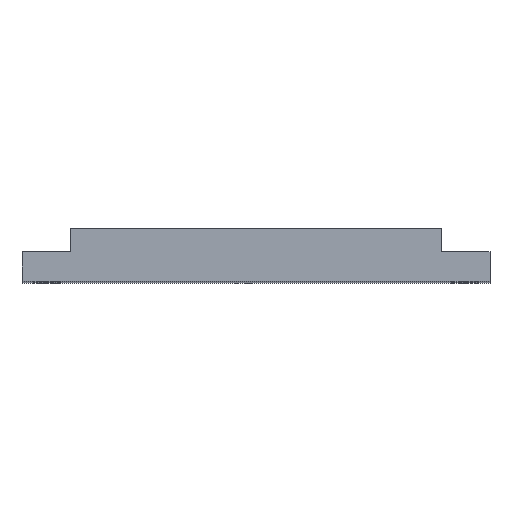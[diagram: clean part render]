
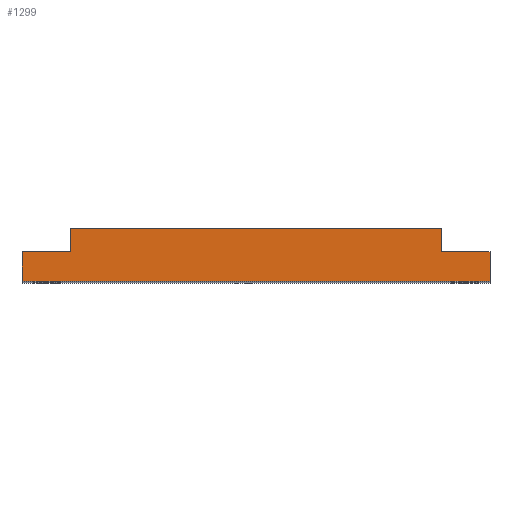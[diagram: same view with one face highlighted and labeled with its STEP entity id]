
A CAD part, top view. The second image highlights one B-rep face of the part: STEP entity #1299.
In plain terms, the highlighted planar face has unit normal (0, 0, 1).
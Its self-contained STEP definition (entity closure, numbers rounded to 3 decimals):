
#23 = VERTEX_POINT ( 'NONE', #162 ) ;
#83 = VECTOR ( 'NONE', #588, 1000. ) ;
#123 = DIRECTION ( 'NONE',  ( 0., -1., 0. ) ) ;
#162 = CARTESIAN_POINT ( 'NONE',  ( -37.7, 10.7, 125. ) ) ;
#196 = VERTEX_POINT ( 'NONE', #1745 ) ;
#325 = VECTOR ( 'NONE', #3746, 1000. ) ;
#521 = DIRECTION ( 'NONE',  ( 0., 0., 1. ) ) ;
#588 = DIRECTION ( 'NONE',  ( -1., 0., 0. ) ) ;
#594 = EDGE_CURVE ( 'NONE', #2928, #23, #3446, .T. ) ;
#596 = CARTESIAN_POINT ( 'NONE',  ( -47.5, 0., 125. ) ) ;
#769 = EDGE_CURVE ( 'NONE', #196, #1628, #2440, .T. ) ;
#803 = AXIS2_PLACEMENT_3D ( 'NONE', #3714, #521, #2631 ) ;
#861 = LINE ( 'NONE', #1744, #3307 ) ;
#1112 = DIRECTION ( 'NONE',  ( 0., -1., 0. ) ) ;
#1183 = LINE ( 'NONE', #3767, #83 ) ;
#1200 = ORIENTED_EDGE ( 'NONE', *, *, #2098, .T. ) ;
#1211 = CARTESIAN_POINT ( 'NONE',  ( -47.5, 0., 125. ) ) ;
#1275 = LINE ( 'NONE', #2744, #2879 ) ;
#1283 = ORIENTED_EDGE ( 'NONE', *, *, #3469, .T. ) ;
#1299 = ADVANCED_FACE ( 'NONE', ( #2553 ), #3186, .T. ) ;
#1349 = CARTESIAN_POINT ( 'NONE',  ( -47.5, 6., 125. ) ) ;
#1427 = EDGE_CURVE ( 'NONE', #1687, #3356, #861, .T. ) ;
#1592 = LINE ( 'NONE', #1836, #1598 ) ;
#1598 = VECTOR ( 'NONE', #3615, 1000. ) ;
#1628 = VERTEX_POINT ( 'NONE', #3089 ) ;
#1669 = CARTESIAN_POINT ( 'NONE',  ( -37.7, 6., 125. ) ) ;
#1687 = VERTEX_POINT ( 'NONE', #1349 ) ;
#1744 = CARTESIAN_POINT ( 'NONE',  ( -47.5, 6., 125. ) ) ;
#1745 = CARTESIAN_POINT ( 'NONE',  ( 47.5, 0., 125. ) ) ;
#1836 = CARTESIAN_POINT ( 'NONE',  ( 37.7, 6., 125. ) ) ;
#1889 = ORIENTED_EDGE ( 'NONE', *, *, #769, .T. ) ;
#2002 = CARTESIAN_POINT ( 'NONE',  ( 37.7, 10.7, 125. ) ) ;
#2085 = VERTEX_POINT ( 'NONE', #3416 ) ;
#2098 = EDGE_CURVE ( 'NONE', #1628, #2085, #1183, .T. ) ;
#2132 = ORIENTED_EDGE ( 'NONE', *, *, #2519, .T. ) ;
#2282 = DIRECTION ( 'NONE',  ( -1., 0., 0. ) ) ;
#2358 = ORIENTED_EDGE ( 'NONE', *, *, #3500, .T. ) ;
#2379 = VERTEX_POINT ( 'NONE', #1669 ) ;
#2440 = LINE ( 'NONE', #2731, #2614 ) ;
#2481 = ORIENTED_EDGE ( 'NONE', *, *, #3290, .T. ) ;
#2515 = ORIENTED_EDGE ( 'NONE', *, *, #1427, .T. ) ;
#2519 = EDGE_CURVE ( 'NONE', #2379, #1687, #3461, .T. ) ;
#2553 = FACE_OUTER_BOUND ( 'NONE', #3569, .T. ) ;
#2590 = CARTESIAN_POINT ( 'NONE',  ( -37.7, 6., 125. ) ) ;
#2614 = VECTOR ( 'NONE', #3603, 1000. ) ;
#2631 = DIRECTION ( 'NONE',  ( 1., 0., 0. ) ) ;
#2686 = VECTOR ( 'NONE', #2282, 1000. ) ;
#2731 = CARTESIAN_POINT ( 'NONE',  ( 47.5, 0., 125. ) ) ;
#2744 = CARTESIAN_POINT ( 'NONE',  ( -37.7, 10.7, 125. ) ) ;
#2879 = VECTOR ( 'NONE', #123, 1000. ) ;
#2928 = VERTEX_POINT ( 'NONE', #2002 ) ;
#3089 = CARTESIAN_POINT ( 'NONE',  ( 47.5, 6., 125. ) ) ;
#3186 = PLANE ( 'NONE',  #803 ) ;
#3193 = LINE ( 'NONE', #1211, #3718 ) ;
#3242 = ORIENTED_EDGE ( 'NONE', *, *, #594, .T. ) ;
#3290 = EDGE_CURVE ( 'NONE', #3356, #196, #3193, .T. ) ;
#3307 = VECTOR ( 'NONE', #1112, 1000. ) ;
#3356 = VERTEX_POINT ( 'NONE', #596 ) ;
#3409 = CARTESIAN_POINT ( 'NONE',  ( 37.7, 10.7, 125. ) ) ;
#3416 = CARTESIAN_POINT ( 'NONE',  ( 37.7, 6., 125. ) ) ;
#3446 = LINE ( 'NONE', #3409, #2686 ) ;
#3455 = DIRECTION ( 'NONE',  ( 1., 0., 0. ) ) ;
#3461 = LINE ( 'NONE', #2590, #325 ) ;
#3469 = EDGE_CURVE ( 'NONE', #23, #2379, #1275, .T. ) ;
#3500 = EDGE_CURVE ( 'NONE', #2085, #2928, #1592, .T. ) ;
#3569 = EDGE_LOOP ( 'NONE', ( #2515, #2481, #1889, #1200, #2358, #3242, #1283, #2132 ) ) ;
#3603 = DIRECTION ( 'NONE',  ( 0., 1., 0. ) ) ;
#3615 = DIRECTION ( 'NONE',  ( 0., 1., 0. ) ) ;
#3714 = CARTESIAN_POINT ( 'NONE',  ( 0., 0., 125. ) ) ;
#3718 = VECTOR ( 'NONE', #3455, 1000. ) ;
#3746 = DIRECTION ( 'NONE',  ( -1., 0., 0. ) ) ;
#3767 = CARTESIAN_POINT ( 'NONE',  ( 47.5, 6., 125. ) ) ;
